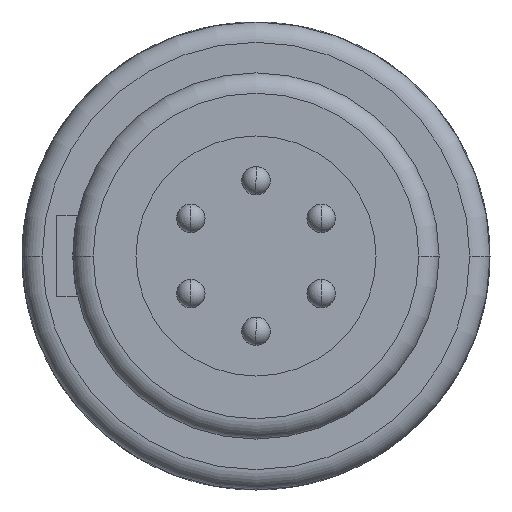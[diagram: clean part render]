
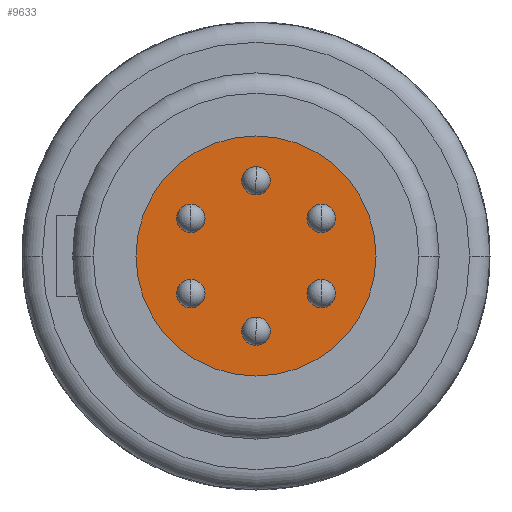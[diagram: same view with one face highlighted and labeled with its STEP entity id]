
A CAD part, left-side view. The second image highlights one B-rep face of the part: STEP entity #9633.
In plain terms, the highlighted planar face has unit normal (-1, 0, 0).
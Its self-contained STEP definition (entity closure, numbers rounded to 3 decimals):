
#3320=CARTESIAN_POINT('',(-3.,0.,0.));
#3321=DIRECTION('',(-1.,0.,0.));
#3322=DIRECTION('',(0.,1.,0.));
#3323=AXIS2_PLACEMENT_3D('',#3320,#3321,#3322);
#3338=CARTESIAN_POINT('',(-3.,0.,0.));
#3339=DIRECTION('',(-1.,0.,0.));
#3340=DIRECTION('',(0.,-1.,0.));
#3341=AXIS2_PLACEMENT_3D('',#3338,#3339,#3340);
#4704=CARTESIAN_POINT('',(-3.,1.602,-0.925));
#4705=DIRECTION('',(-1.,0.,0.));
#4706=DIRECTION('',(0.,0.,1.));
#4707=AXIS2_PLACEMENT_3D('',#4704,#4705,#4706);
#4709=CARTESIAN_POINT('',(-3.,1.602,-0.925));
#4710=DIRECTION('',(-1.,0.,0.));
#4711=DIRECTION('',(0.,0.,-1.));
#4712=AXIS2_PLACEMENT_3D('',#4709,#4710,#4711);
#4714=CARTESIAN_POINT('',(-3.,1.602,0.925));
#4715=DIRECTION('',(-1.,0.,0.));
#4716=DIRECTION('',(0.,0.,1.));
#4717=AXIS2_PLACEMENT_3D('',#4714,#4715,#4716);
#4719=CARTESIAN_POINT('',(-3.,1.602,0.925));
#4720=DIRECTION('',(-1.,0.,0.));
#4721=DIRECTION('',(0.,0.,-1.));
#4722=AXIS2_PLACEMENT_3D('',#4719,#4720,#4721);
#4724=CARTESIAN_POINT('',(-3.,0.,-1.85));
#4725=DIRECTION('',(-1.,0.,0.));
#4726=DIRECTION('',(0.,0.,1.));
#4727=AXIS2_PLACEMENT_3D('',#4724,#4725,#4726);
#4729=CARTESIAN_POINT('',(-3.,0.,-1.85));
#4730=DIRECTION('',(-1.,0.,0.));
#4731=DIRECTION('',(0.,0.,-1.));
#4732=AXIS2_PLACEMENT_3D('',#4729,#4730,#4731);
#4734=CARTESIAN_POINT('',(-3.,-1.602,-0.925));
#4735=DIRECTION('',(-1.,0.,0.));
#4736=DIRECTION('',(0.,0.,1.));
#4737=AXIS2_PLACEMENT_3D('',#4734,#4735,#4736);
#4739=CARTESIAN_POINT('',(-3.,-1.602,-0.925));
#4740=DIRECTION('',(-1.,0.,0.));
#4741=DIRECTION('',(0.,0.,-1.));
#4742=AXIS2_PLACEMENT_3D('',#4739,#4740,#4741);
#4744=CARTESIAN_POINT('',(-3.,-1.602,0.925));
#4745=DIRECTION('',(-1.,0.,0.));
#4746=DIRECTION('',(0.,0.,1.));
#4747=AXIS2_PLACEMENT_3D('',#4744,#4745,#4746);
#4749=CARTESIAN_POINT('',(-3.,-1.602,0.925));
#4750=DIRECTION('',(-1.,0.,0.));
#4751=DIRECTION('',(0.,0.,-1.));
#4752=AXIS2_PLACEMENT_3D('',#4749,#4750,#4751);
#4754=CARTESIAN_POINT('',(-3.,0.,1.85));
#4755=DIRECTION('',(-1.,0.,0.));
#4756=DIRECTION('',(0.,0.,1.));
#4757=AXIS2_PLACEMENT_3D('',#4754,#4755,#4756);
#4759=CARTESIAN_POINT('',(-3.,0.,1.85));
#4760=DIRECTION('',(-1.,0.,0.));
#4761=DIRECTION('',(0.,0.,-1.));
#4762=AXIS2_PLACEMENT_3D('',#4759,#4760,#4761);
#5261=CARTESIAN_POINT('',(-3.,1.602,-0.575));
#5262=CARTESIAN_POINT('',(-3.,1.602,-1.275));
#5263=VERTEX_POINT('',#5261);
#5264=VERTEX_POINT('',#5262);
#5265=CARTESIAN_POINT('',(-3.,1.602,1.275));
#5266=CARTESIAN_POINT('',(-3.,1.602,0.575));
#5267=VERTEX_POINT('',#5265);
#5268=VERTEX_POINT('',#5266);
#5269=CARTESIAN_POINT('',(-3.,0.,-1.5));
#5270=CARTESIAN_POINT('',(-3.,0.,-2.2));
#5271=VERTEX_POINT('',#5269);
#5272=VERTEX_POINT('',#5270);
#5273=CARTESIAN_POINT('',(-3.,-1.602,-0.575));
#5274=CARTESIAN_POINT('',(-3.,-1.602,-1.275));
#5275=VERTEX_POINT('',#5273);
#5276=VERTEX_POINT('',#5274);
#5277=CARTESIAN_POINT('',(-3.,-1.602,1.275));
#5278=CARTESIAN_POINT('',(-3.,-1.602,0.575));
#5279=VERTEX_POINT('',#5277);
#5280=VERTEX_POINT('',#5278);
#5281=CARTESIAN_POINT('',(-3.,0.,2.2));
#5282=CARTESIAN_POINT('',(-3.,0.,1.5));
#5283=VERTEX_POINT('',#5281);
#5284=VERTEX_POINT('',#5282);
#5456=CARTESIAN_POINT('',(-3.,-2.95,0.));
#5457=CARTESIAN_POINT('',(-3.,2.95,0.));
#5458=VERTEX_POINT('',#5456);
#5459=VERTEX_POINT('',#5457);
#9588=CARTESIAN_POINT('',(-3.,0.,0.));
#9589=DIRECTION('',(1.,0.,0.));
#9590=DIRECTION('',(0.,0.,-1.));
#9591=AXIS2_PLACEMENT_3D('',#9588,#9589,#9590);
#9592=PLANE('',#9591);
#9593=ORIENTED_EDGE('',*,*,#7748,.F.);
#9594=ORIENTED_EDGE('',*,*,#7705,.F.);
#9595=EDGE_LOOP('',(#9593,#9594));
#9596=FACE_OUTER_BOUND('',#9595,.F.);
#9598=ORIENTED_EDGE('',*,*,#9597,.T.);
#9600=ORIENTED_EDGE('',*,*,#9599,.T.);
#9601=EDGE_LOOP('',(#9598,#9600));
#9602=FACE_BOUND('',#9601,.F.);
#9604=ORIENTED_EDGE('',*,*,#9603,.T.);
#9606=ORIENTED_EDGE('',*,*,#9605,.T.);
#9607=EDGE_LOOP('',(#9604,#9606));
#9608=FACE_BOUND('',#9607,.F.);
#9610=ORIENTED_EDGE('',*,*,#9609,.T.);
#9612=ORIENTED_EDGE('',*,*,#9611,.T.);
#9613=EDGE_LOOP('',(#9610,#9612));
#9614=FACE_BOUND('',#9613,.F.);
#9616=ORIENTED_EDGE('',*,*,#9615,.T.);
#9618=ORIENTED_EDGE('',*,*,#9617,.T.);
#9619=EDGE_LOOP('',(#9616,#9618));
#9620=FACE_BOUND('',#9619,.F.);
#9622=ORIENTED_EDGE('',*,*,#9621,.T.);
#9624=ORIENTED_EDGE('',*,*,#9623,.T.);
#9625=EDGE_LOOP('',(#9622,#9624));
#9626=FACE_BOUND('',#9625,.F.);
#9628=ORIENTED_EDGE('',*,*,#9627,.T.);
#9630=ORIENTED_EDGE('',*,*,#9629,.T.);
#9631=EDGE_LOOP('',(#9628,#9630));
#9632=FACE_BOUND('',#9631,.F.);
#3324=CIRCLE('',#3323,2.95);
#3342=CIRCLE('',#3341,2.95);
#4708=CIRCLE('',#4707,0.35);
#4713=CIRCLE('',#4712,0.35);
#4718=CIRCLE('',#4717,0.35);
#4723=CIRCLE('',#4722,0.35);
#4728=CIRCLE('',#4727,0.35);
#4733=CIRCLE('',#4732,0.35);
#4738=CIRCLE('',#4737,0.35);
#4743=CIRCLE('',#4742,0.35);
#4748=CIRCLE('',#4747,0.35);
#4753=CIRCLE('',#4752,0.35);
#4758=CIRCLE('',#4757,0.35);
#4763=CIRCLE('',#4762,0.35);
#7705=EDGE_CURVE('',#5459,#5458,#3324,.T.);
#7748=EDGE_CURVE('',#5458,#5459,#3342,.T.);
#9597=EDGE_CURVE('',#5263,#5264,#4708,.T.);
#9599=EDGE_CURVE('',#5264,#5263,#4713,.T.);
#9603=EDGE_CURVE('',#5267,#5268,#4718,.T.);
#9605=EDGE_CURVE('',#5268,#5267,#4723,.T.);
#9609=EDGE_CURVE('',#5271,#5272,#4728,.T.);
#9611=EDGE_CURVE('',#5272,#5271,#4733,.T.);
#9615=EDGE_CURVE('',#5275,#5276,#4738,.T.);
#9617=EDGE_CURVE('',#5276,#5275,#4743,.T.);
#9621=EDGE_CURVE('',#5279,#5280,#4748,.T.);
#9623=EDGE_CURVE('',#5280,#5279,#4753,.T.);
#9627=EDGE_CURVE('',#5283,#5284,#4758,.T.);
#9629=EDGE_CURVE('',#5284,#5283,#4763,.T.);
#9633=ADVANCED_FACE('',(#9596,#9602,#9608,#9614,#9620,#9626,#9632),#9592,.F.);
